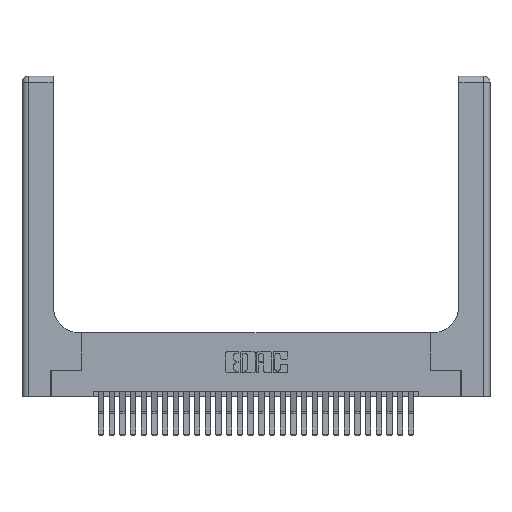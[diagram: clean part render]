
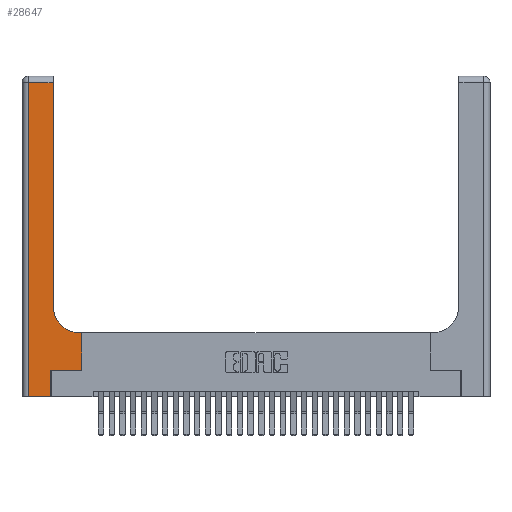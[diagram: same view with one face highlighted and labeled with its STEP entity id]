
A CAD part, top view. The second image highlights one B-rep face of the part: STEP entity #28647.
In plain terms, the highlighted planar face has unit normal (0, 0, 1).
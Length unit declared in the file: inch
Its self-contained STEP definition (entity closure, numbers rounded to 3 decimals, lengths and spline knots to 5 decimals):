
#46 = DIRECTION ( 'NONE',  ( 0., 1., 0. ) ) ;
#84 = LINE ( 'NONE', #27234, #24384 ) ;
#557 = ORIENTED_EDGE ( 'NONE', *, *, #1462, .T. ) ;
#718 = CARTESIAN_POINT ( 'NONE',  ( 0.269, 0., 0.37 ) ) ;
#1042 = DIRECTION ( 'NONE',  ( 1., 0., 0. ) ) ;
#1462 = EDGE_CURVE ( 'NONE', #11959, #6386, #23189, .T. ) ;
#1851 = VERTEX_POINT ( 'NONE', #8561 ) ;
#2513 = CARTESIAN_POINT ( 'NONE',  ( 0.5415, 0.85, 0.37 ) ) ;
#3831 = EDGE_LOOP ( 'NONE', ( #28123, #23364, #557, #6852, #25566, #8332, #27020, #27754, #4297 ) ) ;
#4297 = ORIENTED_EDGE ( 'NONE', *, *, #5220, .T. ) ;
#4666 = VECTOR ( 'NONE', #10290, 39.37008 ) ;
#4895 = DIRECTION ( 'NONE',  ( 1., 0., 0. ) ) ;
#5213 = LINE ( 'NONE', #22323, #8147 ) ;
#5220 = EDGE_CURVE ( 'NONE', #17986, #7301, #27763, .T. ) ;
#5617 = CARTESIAN_POINT ( 'NONE',  ( 0.5585, 0.25, 0.37 ) ) ;
#6386 = VERTEX_POINT ( 'NONE', #28303 ) ;
#6852 = ORIENTED_EDGE ( 'NONE', *, *, #26321, .T. ) ;
#7301 = VERTEX_POINT ( 'NONE', #27409 ) ;
#7525 = CARTESIAN_POINT ( 'NONE',  ( 0., 3., 0.37 ) ) ;
#7624 = DIRECTION ( 'NONE',  ( 0., 0., -1. ) ) ;
#7889 = DIRECTION ( 'NONE',  ( 0., 1., 0. ) ) ;
#7924 = CARTESIAN_POINT ( 'NONE',  ( 0., 2.94, 0.37 ) ) ;
#8147 = VECTOR ( 'NONE', #8290, 39.37008 ) ;
#8290 = DIRECTION ( 'NONE',  ( 1., 0., 0. ) ) ;
#8332 = ORIENTED_EDGE ( 'NONE', *, *, #13432, .T. ) ;
#8561 = CARTESIAN_POINT ( 'NONE',  ( 0.2915, 2.94, 0.37 ) ) ;
#9513 = CARTESIAN_POINT ( 'NONE',  ( 0.06, 3., 0.37 ) ) ;
#9614 = DIRECTION ( 'NONE',  ( 0., -1., 0. ) ) ;
#9924 = VERTEX_POINT ( 'NONE', #29621 ) ;
#10290 = DIRECTION ( 'NONE',  ( -1., 0., 0. ) ) ;
#11670 = VECTOR ( 'NONE', #7889, 39.37008 ) ;
#11959 = VERTEX_POINT ( 'NONE', #24390 ) ;
#12702 = FACE_OUTER_BOUND ( 'NONE', #3831, .T. ) ;
#12805 = CARTESIAN_POINT ( 'NONE',  ( 0.2915, 0.6, 0.37 ) ) ;
#12979 = CARTESIAN_POINT ( 'NONE',  ( 0., 0., 0.37 ) ) ;
#12997 = VERTEX_POINT ( 'NONE', #22771 ) ;
#13180 = AXIS2_PLACEMENT_3D ( 'NONE', #7525, #7624, #24020 ) ;
#13432 = EDGE_CURVE ( 'NONE', #9924, #12997, #5213, .T. ) ;
#15844 = VERTEX_POINT ( 'NONE', #718 ) ;
#16111 = VECTOR ( 'NONE', #1042, 39.37008 ) ;
#17139 = LINE ( 'NONE', #7924, #4666 ) ;
#17508 = VECTOR ( 'NONE', #46, 39.37008 ) ;
#17916 = DIRECTION ( 'NONE',  ( 0., 1., 0. ) ) ;
#17986 = VERTEX_POINT ( 'NONE', #22205 ) ;
#18255 = LINE ( 'NONE', #21139, #17508 ) ;
#18933 = DIRECTION ( 'NONE',  ( 0., 0., -1. ) ) ;
#19677 = EDGE_CURVE ( 'NONE', #7301, #1851, #18255, .T. ) ;
#19743 = LINE ( 'NONE', #12805, #25271 ) ;
#19869 = EDGE_CURVE ( 'NONE', #1851, #11959, #17139, .T. ) ;
#21139 = CARTESIAN_POINT ( 'NONE',  ( 0.2915, 3., 0.37 ) ) ;
#22205 = CARTESIAN_POINT ( 'NONE',  ( 0.5415, 0.6, 0.37 ) ) ;
#22323 = CARTESIAN_POINT ( 'NONE',  ( 0.269, 0.25, 0.37 ) ) ;
#22771 = CARTESIAN_POINT ( 'NONE',  ( 0.5585, 0.25, 0.37 ) ) ;
#23189 = LINE ( 'NONE', #9513, #28681 ) ;
#23364 = ORIENTED_EDGE ( 'NONE', *, *, #19869, .T. ) ;
#24020 = DIRECTION ( 'NONE',  ( -1., 0., 0. ) ) ;
#24384 = VECTOR ( 'NONE', #17916, 39.37008 ) ;
#24390 = CARTESIAN_POINT ( 'NONE',  ( 0.06, 2.94, 0.37 ) ) ;
#24498 = DIRECTION ( 'NONE',  ( -1., 0., 0. ) ) ;
#24884 = LINE ( 'NONE', #5617, #11670 ) ;
#25271 = VECTOR ( 'NONE', #24498, 39.37008 ) ;
#25400 = VERTEX_POINT ( 'NONE', #28709 ) ;
#25545 = EDGE_CURVE ( 'NONE', #25400, #17986, #19743, .T. ) ;
#25566 = ORIENTED_EDGE ( 'NONE', *, *, #29567, .T. ) ;
#26321 = EDGE_CURVE ( 'NONE', #6386, #15844, #27095, .T. ) ;
#27020 = ORIENTED_EDGE ( 'NONE', *, *, #27640, .T. ) ;
#27095 = LINE ( 'NONE', #12979, #16111 ) ;
#27234 = CARTESIAN_POINT ( 'NONE',  ( 0.269, 0., 0.37 ) ) ;
#27409 = CARTESIAN_POINT ( 'NONE',  ( 0.2915, 0.85, 0.37 ) ) ;
#27640 = EDGE_CURVE ( 'NONE', #12997, #25400, #24884, .T. ) ;
#27754 = ORIENTED_EDGE ( 'NONE', *, *, #25545, .T. ) ;
#27763 = CIRCLE ( 'NONE', #28296, 0.25 ) ;
#28123 = ORIENTED_EDGE ( 'NONE', *, *, #19677, .T. ) ;
#28296 = AXIS2_PLACEMENT_3D ( 'NONE', #2513, #18933, #4895 ) ;
#28303 = CARTESIAN_POINT ( 'NONE',  ( 0.06, 0., 0.37 ) ) ;
#28620 = PLANE ( 'NONE',  #13180 ) ;
#28647 = ADVANCED_FACE ( 'NONE', ( #12702 ), #28620, .F. ) ;
#28681 = VECTOR ( 'NONE', #9614, 39.37008 ) ;
#28709 = CARTESIAN_POINT ( 'NONE',  ( 0.5585, 0.6, 0.37 ) ) ;
#29567 = EDGE_CURVE ( 'NONE', #15844, #9924, #84, .T. ) ;
#29621 = CARTESIAN_POINT ( 'NONE',  ( 0.269, 0.25, 0.37 ) ) ;
